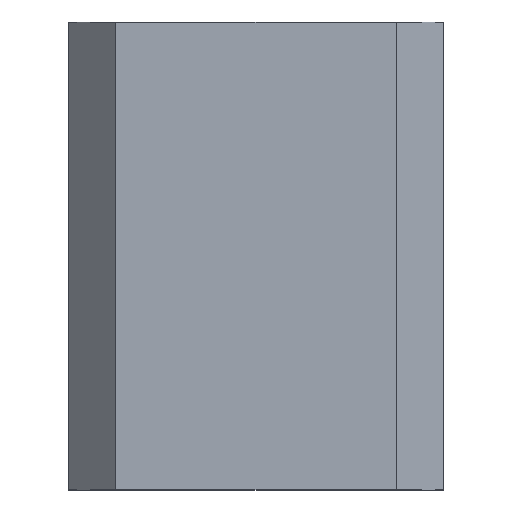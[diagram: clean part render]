
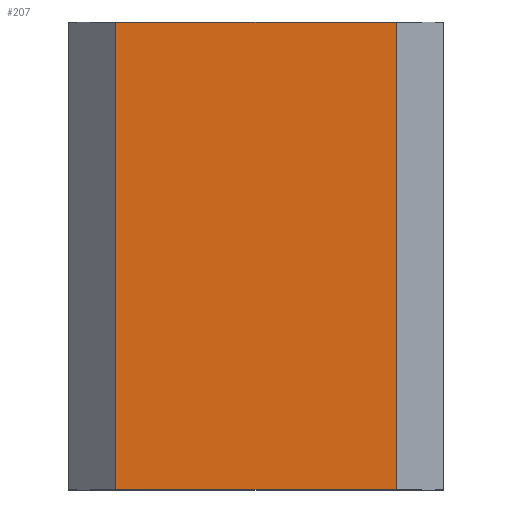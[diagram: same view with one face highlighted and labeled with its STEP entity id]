
A CAD part, top view. The second image highlights one B-rep face of the part: STEP entity #207.
In plain terms, the highlighted planar face has unit normal (0, 0, 1).
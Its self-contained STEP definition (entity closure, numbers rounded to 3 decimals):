
#151=CARTESIAN_POINT('',(7.5,37.5,4.));
#152=VERTEX_POINT('',#151);
#160=CARTESIAN_POINT('',(7.5,62.5,4.));
#161=VERTEX_POINT('',#160);
#168=CARTESIAN_POINT('',(7.5,62.5,4.));
#169=DIRECTION('',(0.,-1.,0.));
#170=VECTOR('',#169,25.);
#171=LINE('',#168,#170);
#172=EDGE_CURVE('',#161,#152,#171,.T.);
#177=CARTESIAN_POINT('',(-3.75,62.5,4.));
#178=DIRECTION('',(0.,0.,-1.));
#179=DIRECTION('',(-1.,0.,0.));
#180=AXIS2_PLACEMENT_3D('',#177,#178,#179);
#181=PLANE('',#180);
#182=CARTESIAN_POINT('',(-7.5,37.5,4.));
#183=VERTEX_POINT('',#182);
#184=CARTESIAN_POINT('',(-7.5,37.5,4.));
#185=DIRECTION('',(1.,0.,-0.));
#186=VECTOR('',#185,15.);
#187=LINE('',#184,#186);
#188=EDGE_CURVE('',#183,#152,#187,.T.);
#189=ORIENTED_EDGE('',*,*,#188,.T.);
#190=ORIENTED_EDGE('',*,*,#172,.F.);
#191=CARTESIAN_POINT('',(-7.5,62.5,4.));
#192=VERTEX_POINT('',#191);
#193=CARTESIAN_POINT('',(-7.5,62.5,4.));
#194=DIRECTION('',(1.,0.,-0.));
#195=VECTOR('',#194,15.);
#196=LINE('',#193,#195);
#197=EDGE_CURVE('',#192,#161,#196,.T.);
#198=ORIENTED_EDGE('',*,*,#197,.F.);
#199=CARTESIAN_POINT('',(-7.5,62.5,4.));
#200=DIRECTION('',(0.,-1.,0.));
#201=VECTOR('',#200,25.);
#202=LINE('',#199,#201);
#203=EDGE_CURVE('',#192,#183,#202,.T.);
#204=ORIENTED_EDGE('',*,*,#203,.T.);
#205=EDGE_LOOP('',(#189,#190,#198,#204));
#206=FACE_BOUND('',#205,.T.);
#207=ADVANCED_FACE('',(#206),#181,.F.);
